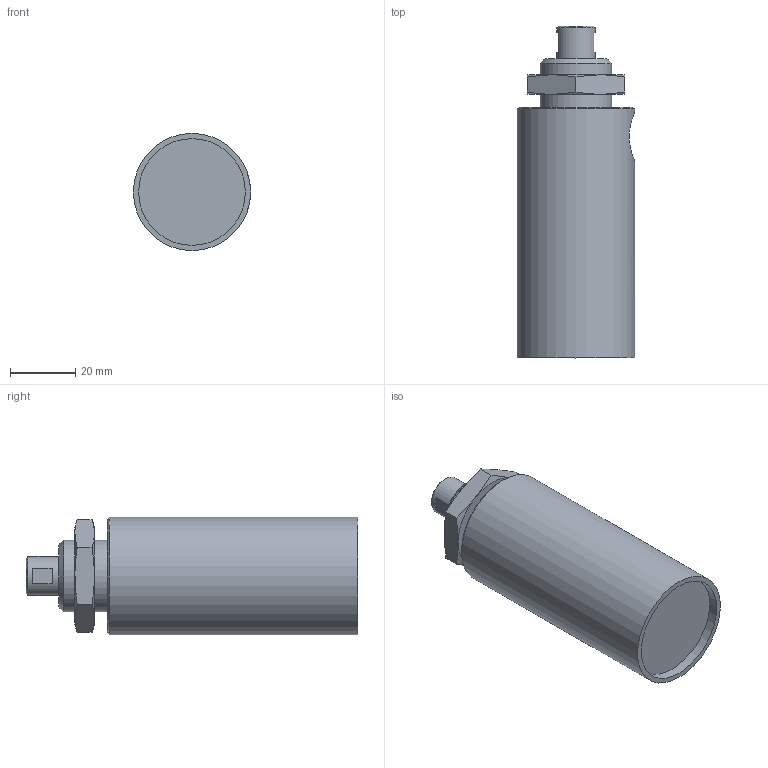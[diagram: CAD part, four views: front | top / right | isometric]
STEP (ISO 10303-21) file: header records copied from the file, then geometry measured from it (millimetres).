
FILE_DESCRIPTION(/* description */ (''),/* implementation_level */ '2;1');
FILE_NAME(/* name */ '3D_cilcrv3225.stp',/* time_stamp */ '2017-09-07T09:11:26+02:00',/* author */ ('lmacia'),/* organization */ (''),/* preprocessor_version */ 'ST-DEVELOPER v16.13',/* originating_system */ 'Autodesk Inventor 2018',/* authorisation */ '');
FILE_SCHEMA (('AUTOMOTIVE_DESIGN { 1 0 10303 214 3 1 1 }'));
Length unit declared in the file: millimetre
Products named in the file (1): 3D_cilcrv3225
Bounding box: 36 x 102 x 36 mm (x, y, z)
Volume: 83406.5 mm3; surface area: 13849.4 mm2
Topology: 1 solids, 1 shells, 36 faces, 75 edges, 47 vertices
Faces by surface type: plane 20, cone 8, cylinder 8
Full cylindrical faces by diameter (mm): 9.7 x2, 12 x1, 15 x1, 22.043 x2, 32.8 x1, 36 x1
Entity records: 884 total; most frequent: CARTESIAN_POINT 192, DIRECTION 138, ORIENTED_EDGE 106, AXIS2_PLACEMENT_3D 62, EDGE_LOOP 60, EDGE_CURVE 53, VERTEX_POINT 43, FACE_OUTER_BOUND 36
